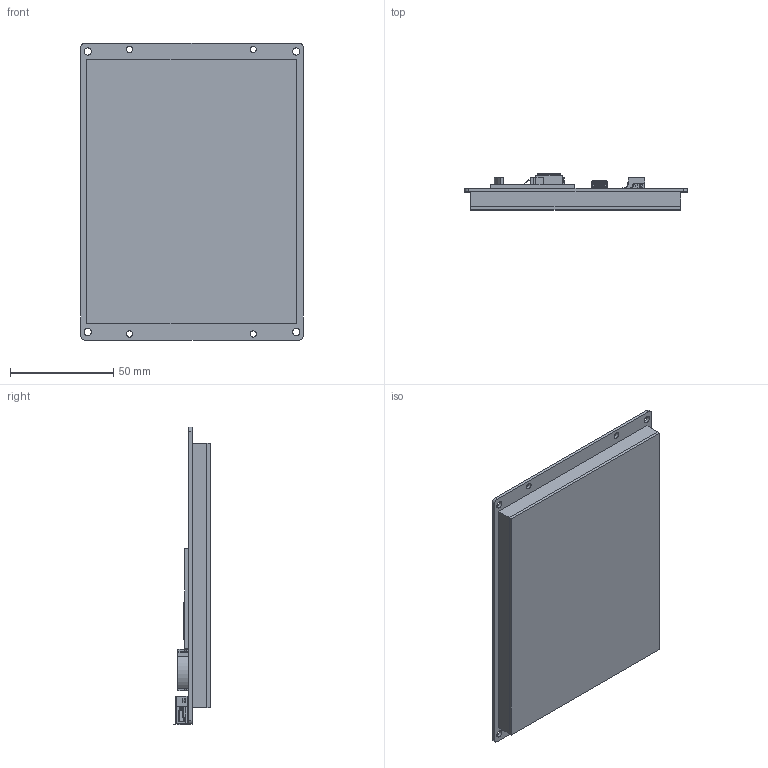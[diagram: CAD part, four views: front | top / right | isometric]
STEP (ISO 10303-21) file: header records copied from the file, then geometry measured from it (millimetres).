
FILE_DESCRIPTION(/* description */ (''),/* implementation_level */ '2;1');
FILE_NAME(/* name */ 'Display P64480V56C_T17.stp',/* time_stamp */ '2019-02-06T10:29:15-02:00',/* author */ ('Reservaa'),/* organization */ (''),/* preprocessor_version */ 'ST-DEVELOPER v17',/* originating_system */ 'Autodesk Inventor 2019',/* authorisation */ '');
FILE_SCHEMA (('AUTOMOTIVE_DESIGN { 1 0 10303 214 3 1 1 }'));
Length unit declared in the file: millimetre
Products named in the file (13): Display P64480V56C_T17; Placa; Tela; Vidro da tela; Processador 7.0; 60488; 60488_01; 60488_02; 60488_03; User Library-c-292303-9-e-3d; User Library-USB-Mini-B; 8cm de largura; 77400
Assembly tree (12 placements, depth 3):
  Display P64480V56C_T17
    Placa
    Tela
    Vidro da tela
    Processador 7.0
    60488
      60488_01
      60488_02
      60488_03
    User Library-c-292303-9-e-3d
    User Library-USB-Mini-B
    8cm de largura
    77400
Bounding box: 107.4 x 17.65 x 143.8 mm (x, y, z)
Volume: 139578.2 mm3; surface area: 96919.3 mm2
Topology: 11 solids, 11 shells, 1855 faces, 5145 edges, 3298 vertices
Faces by surface type: plane 1392, cylinder 433, bspline 22, cone 8
Full cylindrical faces by diameter (mm): 3 x4, 3.5 x4
Entity records: 60376 total; most frequent: CARTESIAN_POINT 11551, ORIENTED_EDGE 10290, DIRECTION 9506, EDGE_CURVE 5145, LINE 4200, VECTOR 4200, VERTEX_POINT 3298, AXIS2_PLACEMENT_3D 2653
